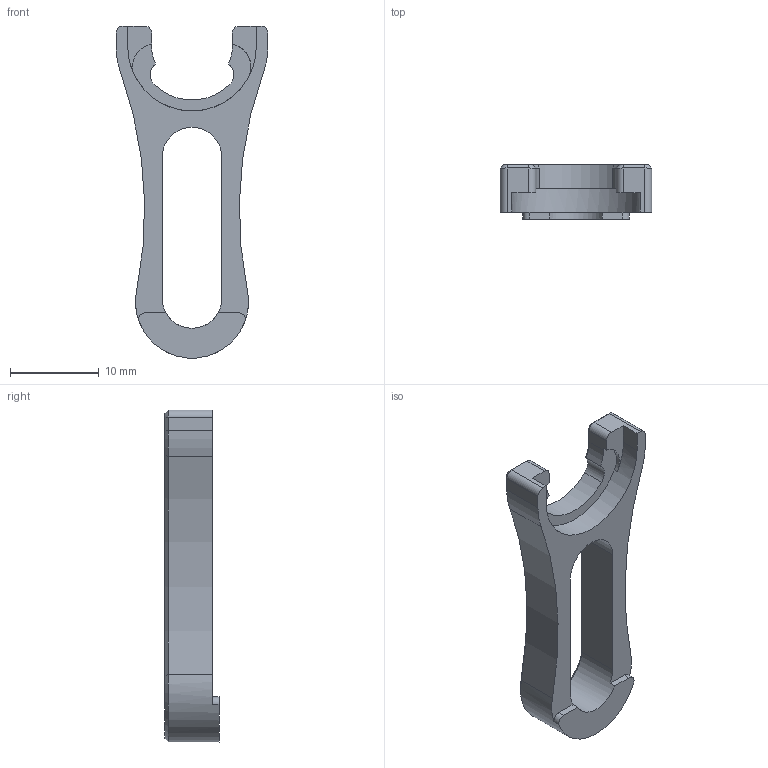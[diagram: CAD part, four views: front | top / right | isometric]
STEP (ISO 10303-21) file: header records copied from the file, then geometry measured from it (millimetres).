
FILE_DESCRIPTION(/* description */ (''),/* implementation_level */ '2;1');
FILE_NAME(/* name */ 'MSC2.step',/* time_stamp */ '2024-06-17T21:44:10-04:00',/* author */ (''),/* organization */ (''),/* preprocessor_version */ 'ST-DEVELOPER v20',/* originating_system */ 'Autodesk Translation Framework v12.20.1.177',/* authorisation */ '');
FILE_SCHEMA (('AUTOMOTIVE_DESIGN { 1 0 10303 214 3 1 1 }'));
Length unit declared in the file: millimetre
Products named in the file (1): MSC2-Solidworks
Bounding box: 17.08 x 6.1 x 37.35 mm (x, y, z)
Volume: 1234.6 mm3; surface area: 1373.7 mm2
Topology: 1 solids, 1 shells, 281 faces, 763 edges, 502 vertices
Faces by surface type: bspline 145, plane 101, cylinder 21, cone 13, sphere 1
Entity records: 12342 total; most frequent: CARTESIAN_POINT 5772, ORIENTED_EDGE 1526, DIRECTION 878, EDGE_CURVE 763, VERTEX_POINT 502, LINE 406, VECTOR 406, EDGE_LOOP 301
